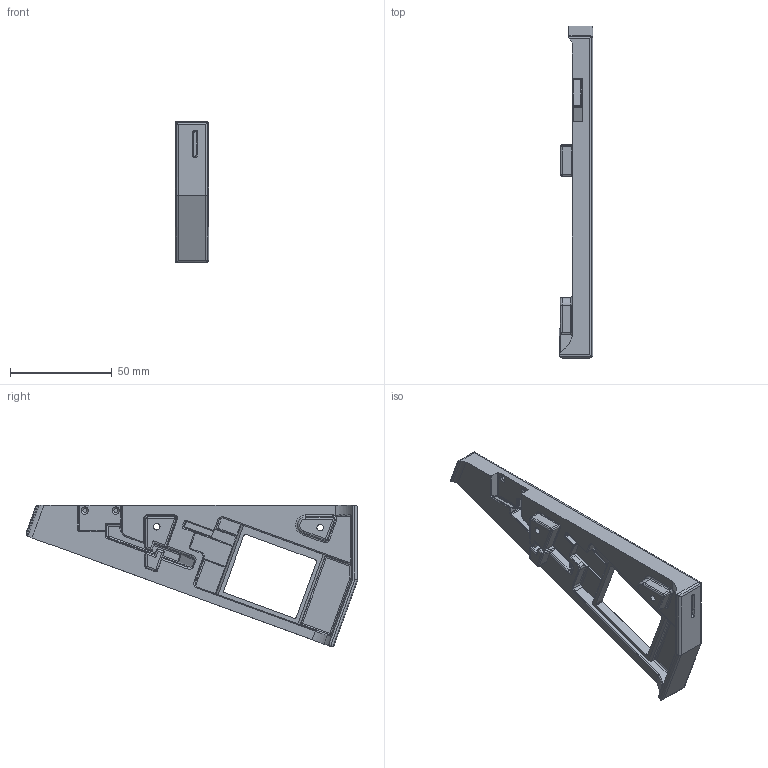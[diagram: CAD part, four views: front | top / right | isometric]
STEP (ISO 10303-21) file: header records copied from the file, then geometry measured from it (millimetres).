
FILE_DESCRIPTION(('STEP AP214'),'1');
FILE_NAME('PCB_cover_display_UsbC.stp','2022-08-21T15:39:44',(' '),(' '),'Spatial InterOp 3D',' ',' ');
FILE_SCHEMA(('AUTOMOTIVE_DESIGN { 1 0 10303 214 1 1 1 1 }'));
Length unit declared in the file: metre
Products named in the file (1): PCB_cover_display_UsbC
Bounding box: 16.5 x 162.98 x 69.36 mm (x, y, z)
Volume: 49427.3 mm3; surface area: 20987.8 mm2
Topology: 1 solids, 1 shells, 444 faces, 1136 edges, 685 vertices
Faces by surface type: cylinder 285, plane 88, torus 31, cone 16, bspline 13, sphere 10, extrusion 1
Entity records: 18365 total; most frequent: CARTESIAN_POINT 7518, DIRECTION 2393, ORIENTED_EDGE 2244, EDGE_CURVE 1122, AXIS2_PLACEMENT_3D 936, VERTEX_POINT 685, VECTOR 521, LINE 520
